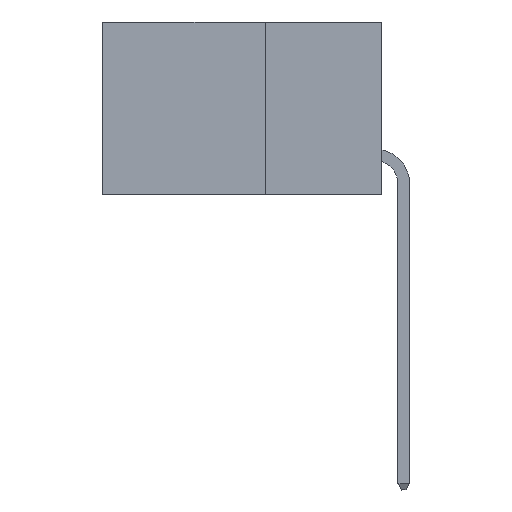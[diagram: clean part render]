
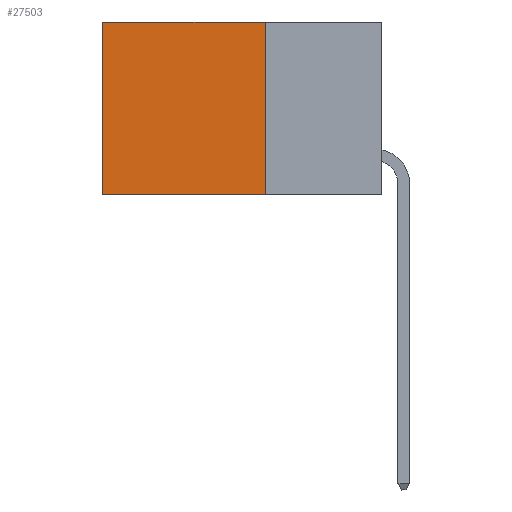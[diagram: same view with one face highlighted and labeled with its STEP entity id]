
A CAD part, left-side view. The second image highlights one B-rep face of the part: STEP entity #27503.
In plain terms, the highlighted planar face has unit normal (-1, 0, 0).
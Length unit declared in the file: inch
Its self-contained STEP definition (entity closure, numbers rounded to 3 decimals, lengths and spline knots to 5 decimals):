
#1263 = VECTOR ( 'NONE', #14615, 39.37008 ) ;
#2183 = PLANE ( 'NONE',  #8160 ) ;
#6667 = DIRECTION ( 'NONE',  ( 0., 0., -1. ) ) ;
#8160 = AXIS2_PLACEMENT_3D ( 'NONE', #40039, #12172, #22241 ) ;
#8350 = LINE ( 'NONE', #14091, #18577 ) ;
#8357 = EDGE_CURVE ( 'NONE', #15151, #34660, #8350, .T. ) ;
#8822 = VERTEX_POINT ( 'NONE', #11755 ) ;
#11061 = LINE ( 'NONE', #18070, #1263 ) ;
#11755 = CARTESIAN_POINT ( 'NONE',  ( 0.2875, 0.6, 0. ) ) ;
#11994 = CARTESIAN_POINT ( 'NONE',  ( 0.2875, 0.6, 0. ) ) ;
#12172 = DIRECTION ( 'NONE',  ( 1., 0., 0. ) ) ;
#13624 = EDGE_CURVE ( 'NONE', #8822, #34660, #37512, .T. ) ;
#14091 = CARTESIAN_POINT ( 'NONE',  ( 0.2875, 0.25, -0.37 ) ) ;
#14567 = ORIENTED_EDGE ( 'NONE', *, *, #23102, .F. ) ;
#14615 = DIRECTION ( 'NONE',  ( 0., 1., 0. ) ) ;
#15151 = VERTEX_POINT ( 'NONE', #16249 ) ;
#15924 = VECTOR ( 'NONE', #25810, 39.37008 ) ;
#16249 = CARTESIAN_POINT ( 'NONE',  ( 0.2875, 0.25, -0.37 ) ) ;
#16393 = ORIENTED_EDGE ( 'NONE', *, *, #37472, .T. ) ;
#16692 = ORIENTED_EDGE ( 'NONE', *, *, #8357, .F. ) ;
#17485 = VECTOR ( 'NONE', #6667, 39.37008 ) ;
#18070 = CARTESIAN_POINT ( 'NONE',  ( 0.2875, 0.25, 0. ) ) ;
#18106 = EDGE_LOOP ( 'NONE', ( #19889, #16692, #14567, #16393 ) ) ;
#18577 = VECTOR ( 'NONE', #22454, 39.37008 ) ;
#18654 = VERTEX_POINT ( 'NONE', #23341 ) ;
#19889 = ORIENTED_EDGE ( 'NONE', *, *, #13624, .T. ) ;
#22012 = CARTESIAN_POINT ( 'NONE',  ( 0.2875, 0.6, -0.37 ) ) ;
#22241 = DIRECTION ( 'NONE',  ( 0., 0., -1. ) ) ;
#22454 = DIRECTION ( 'NONE',  ( 0., 1., 0. ) ) ;
#23102 = EDGE_CURVE ( 'NONE', #18654, #15151, #30410, .T. ) ;
#23341 = CARTESIAN_POINT ( 'NONE',  ( 0.2875, 0.25, 0. ) ) ;
#25810 = DIRECTION ( 'NONE',  ( 0., 0., -1. ) ) ;
#27503 = ADVANCED_FACE ( 'NONE', ( #28099 ), #2183, .F. ) ;
#28099 = FACE_OUTER_BOUND ( 'NONE', #18106, .T. ) ;
#30410 = LINE ( 'NONE', #33672, #17485 ) ;
#33672 = CARTESIAN_POINT ( 'NONE',  ( 0.2875, 0.25, 0. ) ) ;
#34660 = VERTEX_POINT ( 'NONE', #22012 ) ;
#37472 = EDGE_CURVE ( 'NONE', #18654, #8822, #11061, .T. ) ;
#37512 = LINE ( 'NONE', #11994, #15924 ) ;
#40039 = CARTESIAN_POINT ( 'NONE',  ( 0.2875, 0.25, 0. ) ) ;
